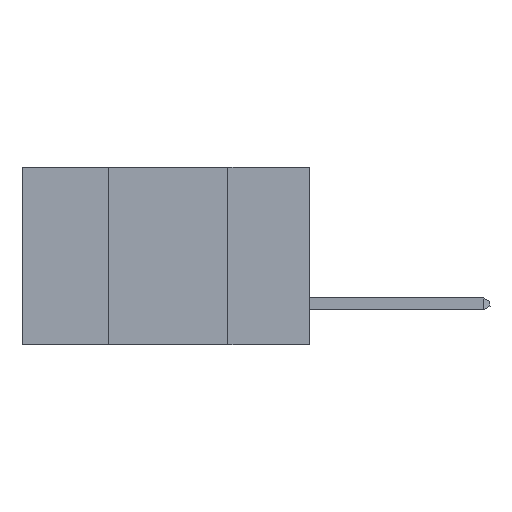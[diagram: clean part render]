
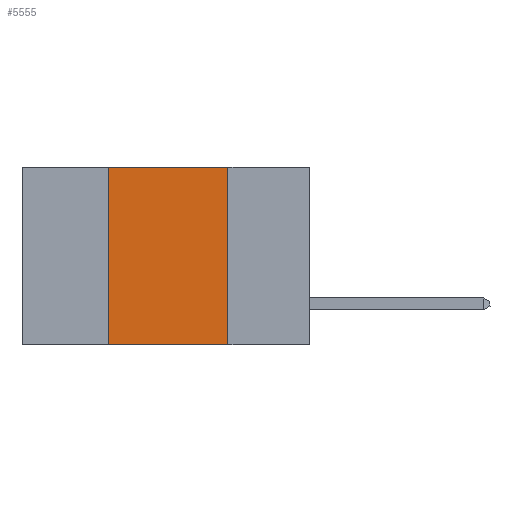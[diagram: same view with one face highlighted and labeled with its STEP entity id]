
A CAD part, left-side view. The second image highlights one B-rep face of the part: STEP entity #5555.
In plain terms, the highlighted planar face has unit normal (-1, 0, 0).
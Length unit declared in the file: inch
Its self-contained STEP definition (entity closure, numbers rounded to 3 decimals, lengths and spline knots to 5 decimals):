
#571 = LINE ( 'NONE', #2046, #9906 ) ;
#754 = CARTESIAN_POINT ( 'NONE',  ( 0., 0.42, 0. ) ) ;
#1013 = CARTESIAN_POINT ( 'NONE',  ( 0., 0.6, -0.37 ) ) ;
#1055 = AXIS2_PLACEMENT_3D ( 'NONE', #9462, #2564, #8649 ) ;
#1080 = DIRECTION ( 'NONE',  ( 0., -1., 0. ) ) ;
#1405 = EDGE_CURVE ( 'NONE', #8126, #2801, #4725, .T. ) ;
#1528 = LINE ( 'NONE', #6007, #5972 ) ;
#1930 = ORIENTED_EDGE ( 'NONE', *, *, #5590, .F. ) ;
#2046 = CARTESIAN_POINT ( 'NONE',  ( 0., 0.17, 0. ) ) ;
#2105 = ORIENTED_EDGE ( 'NONE', *, *, #1405, .T. ) ;
#2450 = CARTESIAN_POINT ( 'NONE',  ( 0., 0.17, 0. ) ) ;
#2564 = DIRECTION ( 'NONE',  ( 1., 0., 0. ) ) ;
#2801 = VERTEX_POINT ( 'NONE', #10005 ) ;
#3517 = LINE ( 'NONE', #754, #5585 ) ;
#3808 = ORIENTED_EDGE ( 'NONE', *, *, #10150, .F. ) ;
#4725 = LINE ( 'NONE', #1013, #9007 ) ;
#4809 = ORIENTED_EDGE ( 'NONE', *, *, #7613, .F. ) ;
#5089 = DIRECTION ( 'NONE',  ( 0., -1., 0. ) ) ;
#5555 = ADVANCED_FACE ( 'NONE', ( #5848 ), #7824, .F. ) ;
#5585 = VECTOR ( 'NONE', #9544, 39.37008 ) ;
#5590 = EDGE_CURVE ( 'NONE', #8126, #8778, #3517, .T. ) ;
#5848 = FACE_OUTER_BOUND ( 'NONE', #10562, .T. ) ;
#5972 = VECTOR ( 'NONE', #5089, 39.37008 ) ;
#6007 = CARTESIAN_POINT ( 'NONE',  ( 0., 0.6, 0. ) ) ;
#7613 = EDGE_CURVE ( 'NONE', #8778, #10397, #1528, .T. ) ;
#7784 = CARTESIAN_POINT ( 'NONE',  ( 0., 0.42, -0.37 ) ) ;
#7824 = PLANE ( 'NONE',  #1055 ) ;
#8126 = VERTEX_POINT ( 'NONE', #7784 ) ;
#8649 = DIRECTION ( 'NONE',  ( 0., 0., -1. ) ) ;
#8778 = VERTEX_POINT ( 'NONE', #10363 ) ;
#9007 = VECTOR ( 'NONE', #1080, 39.37008 ) ;
#9462 = CARTESIAN_POINT ( 'NONE',  ( 0., 0.6, 0. ) ) ;
#9544 = DIRECTION ( 'NONE',  ( 0., 0., 1. ) ) ;
#9906 = VECTOR ( 'NONE', #10721, 39.37008 ) ;
#10005 = CARTESIAN_POINT ( 'NONE',  ( 0., 0.17, -0.37 ) ) ;
#10150 = EDGE_CURVE ( 'NONE', #10397, #2801, #571, .T. ) ;
#10363 = CARTESIAN_POINT ( 'NONE',  ( 0., 0.42, 0. ) ) ;
#10397 = VERTEX_POINT ( 'NONE', #2450 ) ;
#10562 = EDGE_LOOP ( 'NONE', ( #3808, #4809, #1930, #2105 ) ) ;
#10721 = DIRECTION ( 'NONE',  ( 0., 0., -1. ) ) ;
